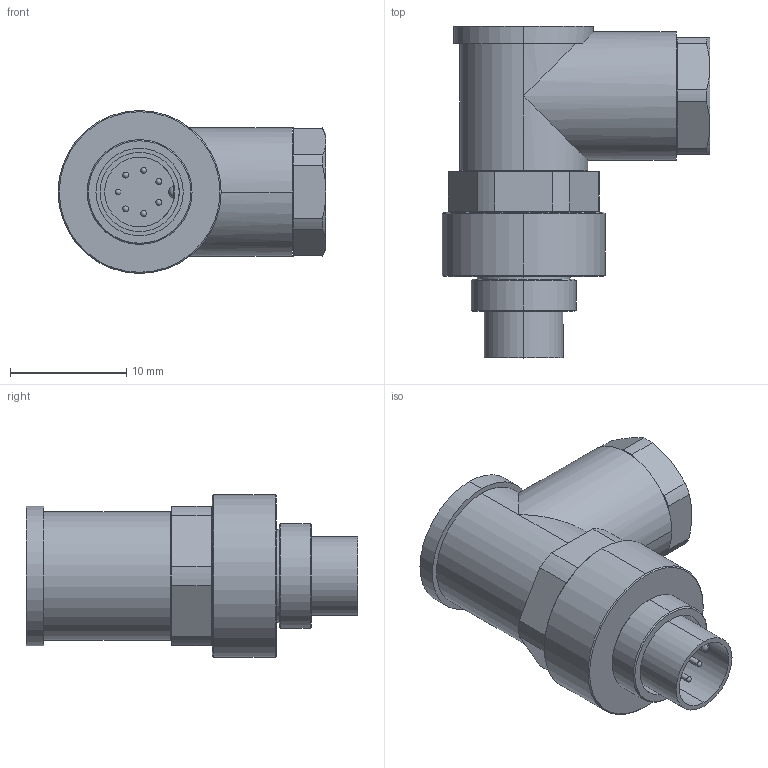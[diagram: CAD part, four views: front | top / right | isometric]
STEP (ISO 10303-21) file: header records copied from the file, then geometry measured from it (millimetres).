
FILE_DESCRIPTION((''),'2;1');
FILE_NAME('99-0421-70-07.stp','2005-04-19T14:09:50',('generator'),(''),'Autodesk Inventor 7','Autodesk Inventor 7','');
FILE_SCHEMA(('AUTOMOTIVE_DESIGN { 1 0 10303 214 1 1 1 1 }'));
Length unit declared in the file: millimetre
Products named in the file (1): 99-0421-70-07
Bounding box: 23 x 28.5 x 14 mm (x, y, z)
Volume: 3492.6 mm3; surface area: 2521.6 mm2
Topology: 1 solids, 1 shells, 124 faces, 316 edges, 198 vertices
Faces by surface type: cylinder 66, plane 31, cone 14, sphere 8, bspline 3, torus 2
Entity records: 3816 total; most frequent: CARTESIAN_POINT 884, DIRECTION 665, ORIENTED_EDGE 572, EDGE_CURVE 286, AXIS2_PLACEMENT_3D 276, VERTEX_POINT 184, CIRCLE 150, EDGE_LOOP 144
